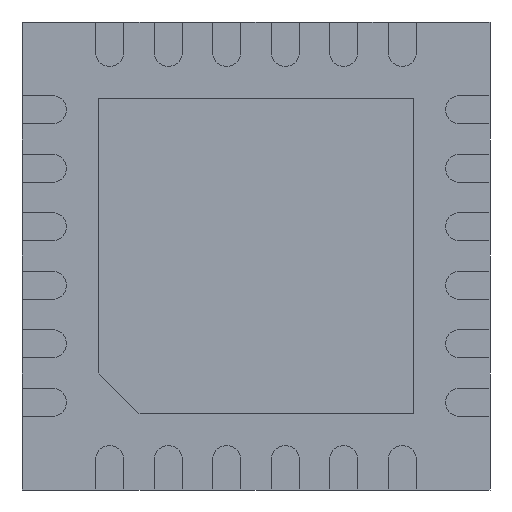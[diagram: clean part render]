
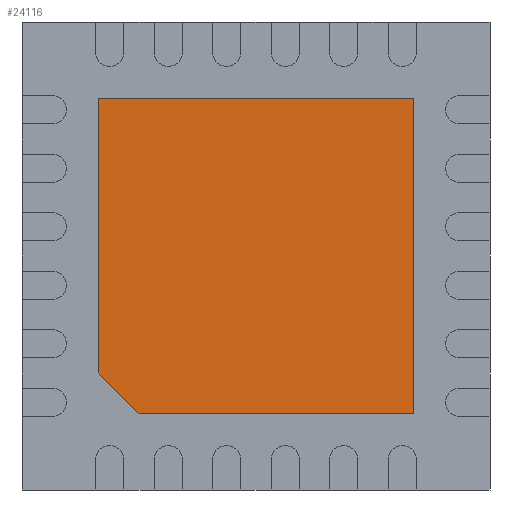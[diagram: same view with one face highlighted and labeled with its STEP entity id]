
A CAD part, front view. The second image highlights one B-rep face of the part: STEP entity #24116.
In plain terms, the highlighted planar face has unit normal (0, -1, 0).
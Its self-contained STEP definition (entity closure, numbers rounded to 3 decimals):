
#2327=FACE_OUTER_BOUND('',#3681,.T.);
#3681=EDGE_LOOP('',(#16132,#16133,#16134,#16135,#16136));
#5114=LINE('',#30373,#7433);
#5117=LINE('',#30379,#7436);
#5120=LINE('',#30385,#7439);
#5123=LINE('',#30391,#7442);
#5126=LINE('',#30395,#7445);
#7433=VECTOR('',#26464,1000.);
#7436=VECTOR('',#26469,1000.);
#7439=VECTOR('',#26474,1000.);
#7442=VECTOR('',#26479,1000.);
#7445=VECTOR('',#26484,1000.);
#9736=VERTEX_POINT('',#30370);
#9737=VERTEX_POINT('',#30372);
#9739=VERTEX_POINT('',#30378);
#9741=VERTEX_POINT('',#30384);
#9743=VERTEX_POINT('',#30390);
#12268=EDGE_CURVE('',#9737,#9736,#5114,.T.);
#12271=EDGE_CURVE('',#9739,#9737,#5117,.T.);
#12274=EDGE_CURVE('',#9741,#9739,#5120,.T.);
#12277=EDGE_CURVE('',#9743,#9741,#5123,.T.);
#12280=EDGE_CURVE('',#9736,#9743,#5126,.T.);
#16132=ORIENTED_EDGE('',*,*,#12268,.T.);
#16133=ORIENTED_EDGE('',*,*,#12280,.T.);
#16134=ORIENTED_EDGE('',*,*,#12277,.T.);
#16135=ORIENTED_EDGE('',*,*,#12274,.T.);
#16136=ORIENTED_EDGE('',*,*,#12271,.T.);
#23465=PLANE('',#25526);
#24116=ADVANCED_FACE('',(#2327),#23465,.T.);
#25526=AXIS2_PLACEMENT_3D('',#30396,#26485,#26486);
#26464=DIRECTION('',(0.,0.,-1.));
#26469=DIRECTION('',(-1.,0.,0.));
#26474=DIRECTION('',(0.,0.,1.));
#26479=DIRECTION('',(1.,0.,0.));
#26484=DIRECTION('',(0.707,0.,-0.707));
#26485=DIRECTION('center_axis',(0.,-1.,0.));
#26486=DIRECTION('ref_axis',(0.,0.,-1.));
#30370=CARTESIAN_POINT('',(-1.35,0.,-1.));
#30372=CARTESIAN_POINT('',(-1.35,0.,1.35));
#30373=CARTESIAN_POINT('',(-1.35,0.,-1.));
#30378=CARTESIAN_POINT('',(1.35,0.,1.35));
#30379=CARTESIAN_POINT('',(1.35,0.,1.35));
#30384=CARTESIAN_POINT('',(1.35,0.,-1.35));
#30385=CARTESIAN_POINT('',(1.35,0.,-1.35));
#30390=CARTESIAN_POINT('',(-1.,0.,-1.35));
#30391=CARTESIAN_POINT('',(1.35,0.,-1.35));
#30395=CARTESIAN_POINT('',(-1.,0.,-1.35));
#30396=CARTESIAN_POINT('Origin',(0.,0.,0.));
